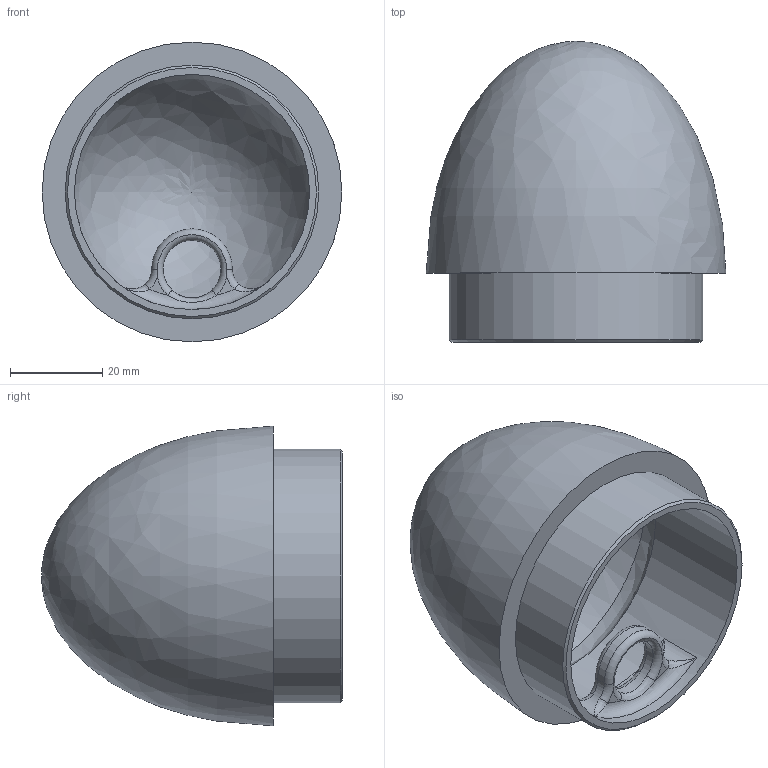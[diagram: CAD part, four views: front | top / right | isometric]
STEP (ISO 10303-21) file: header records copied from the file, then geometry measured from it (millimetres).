
FILE_DESCRIPTION(/* description */ (''),/* implementation_level */ '2;1');
FILE_NAME(/* name */ 'NoseCone v4.step',/* time_stamp */ '2023-09-28T22:48:11-04:00',/* author */ (''),/* organization */ (''),/* preprocessor_version */ 'ST-DEVELOPER v20',/* originating_system */ 'Autodesk Translation Framework v12.14.0.127',/* authorisation */ '');
FILE_SCHEMA (('AUTOMOTIVE_DESIGN { 1 0 10303 214 3 1 1 }'));
Length unit declared in the file: millimetre
Products named in the file (1): NoseCone
Bounding box: 65 x 65.25 x 65 mm (x, y, z)
Volume: 28590.9 mm3; surface area: 24230.1 mm2
Topology: 1 solids, 1 shells, 33 faces, 82 edges, 46 vertices
Faces by surface type: bspline 10, torus 10, plane 6, cylinder 6, cone 1
Full cylindrical faces by diameter (mm): 12.5 x1, 51 x1, 55 x1
Entity records: 1583 total; most frequent: CARTESIAN_POINT 839, ORIENTED_EDGE 152, DIRECTION 152, EDGE_CURVE 76, AXIS2_PLACEMENT_3D 72, CIRCLE 46, VERTEX_POINT 46, EDGE_LOOP 36
